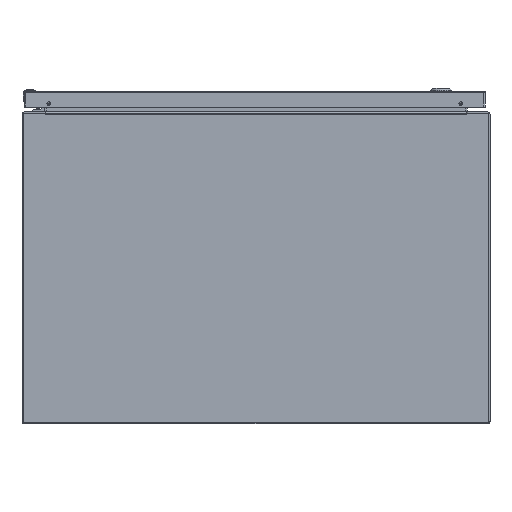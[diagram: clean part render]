
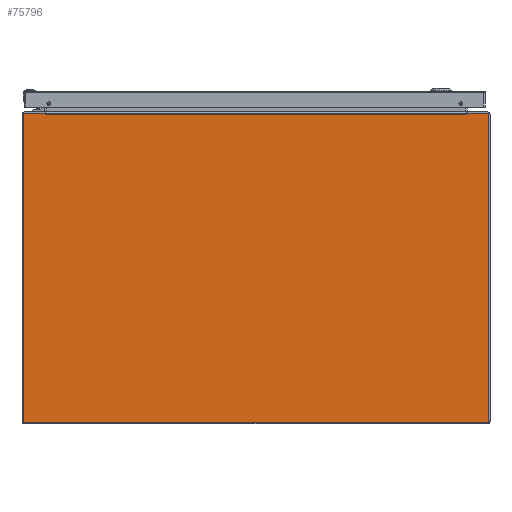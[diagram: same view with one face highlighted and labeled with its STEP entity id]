
A CAD part, front view. The second image highlights one B-rep face of the part: STEP entity #75796.
In plain terms, the highlighted planar face has unit normal (0, -1, 0).
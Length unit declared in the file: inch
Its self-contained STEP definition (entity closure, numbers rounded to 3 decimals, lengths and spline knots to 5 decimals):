
#508 = EDGE_CURVE ( 'NONE', #29779, #137659, #104389, .T. ) ;
#2142 = ORIENTED_EDGE ( 'NONE', *, *, #136310, .T. ) ;
#2224 = LINE ( 'NONE', #42892, #77455 ) ;
#9558 = CARTESIAN_POINT ( 'NONE',  ( -10.798, -18., 7.883 ) ) ;
#13526 = CARTESIAN_POINT ( 'NONE',  ( 11.937, -18., -7.857 ) ) ;
#14620 = CARTESIAN_POINT ( 'NONE',  ( 10.81836, -18., 7.91 ) ) ;
#15073 = DIRECTION ( 'NONE',  ( -1., 0., 0. ) ) ;
#18450 = DIRECTION ( 'NONE',  ( 0., -1., 0. ) ) ;
#20332 = VERTEX_POINT ( 'NONE', #98350 ) ;
#21265 = CARTESIAN_POINT ( 'NONE',  ( 0., -18., 7.883 ) ) ;
#21643 = CIRCLE ( 'NONE', #56985, 0.08 ) ;
#21794 = ORIENTED_EDGE ( 'NONE', *, *, #181731, .T. ) ;
#22727 = VERTEX_POINT ( 'NONE', #9558 ) ;
#23119 = DIRECTION ( 'NONE',  ( 0., 0., -1. ) ) ;
#24670 = ORIENTED_EDGE ( 'NONE', *, *, #56289, .T. ) ;
#26677 = ORIENTED_EDGE ( 'NONE', *, *, #59452, .T. ) ;
#27318 = LINE ( 'NONE', #155826, #162973 ) ;
#29233 = CARTESIAN_POINT ( 'NONE',  ( 0., -18., 0. ) ) ;
#29779 = VERTEX_POINT ( 'NONE', #75487 ) ;
#32912 = ORIENTED_EDGE ( 'NONE', *, *, #178039, .T. ) ;
#33998 = ORIENTED_EDGE ( 'NONE', *, *, #148813, .T. ) ;
#35480 = VECTOR ( 'NONE', #124973, 39.37008 ) ;
#39762 = ORIENTED_EDGE ( 'NONE', *, *, #70595, .T. ) ;
#41108 = DIRECTION ( 'NONE',  ( 0., 0., 1. ) ) ;
#41427 = VECTOR ( 'NONE', #159923, 39.37008 ) ;
#42892 = CARTESIAN_POINT ( 'NONE',  ( 11.937, -18., 0. ) ) ;
#44224 = LINE ( 'NONE', #174579, #102909 ) ;
#44279 = CARTESIAN_POINT ( 'NONE',  ( 11.857, -18., 7.857 ) ) ;
#45027 = ORIENTED_EDGE ( 'NONE', *, *, #107783, .T. ) ;
#47014 = ORIENTED_EDGE ( 'NONE', *, *, #508, .F. ) ;
#49287 = LINE ( 'NONE', #129151, #133960 ) ;
#50708 = CARTESIAN_POINT ( 'NONE',  ( -11.857, -18., -7.857 ) ) ;
#56252 = VERTEX_POINT ( 'NONE', #108181 ) ;
#56289 = EDGE_CURVE ( 'NONE', #99514, #91346, #142276, .T. ) ;
#56985 = AXIS2_PLACEMENT_3D ( 'NONE', #90088, #115056, #76188 ) ;
#59368 = VERTEX_POINT ( 'NONE', #134536 ) ;
#59452 = EDGE_CURVE ( 'NONE', #29779, #80357, #167696, .T. ) ;
#60200 = AXIS2_PLACEMENT_3D ( 'NONE', #50708, #93363, #23119 ) ;
#61202 = CARTESIAN_POINT ( 'NONE',  ( 11.857, -18., -7.857 ) ) ;
#62067 = CARTESIAN_POINT ( 'NONE',  ( -11.937, -18., 7.857 ) ) ;
#67089 = EDGE_LOOP ( 'NONE', ( #26677, #39762, #2142, #128464, #123510, #45027, #174942, #21794, #33998, #24670, #121103, #32912, #164262, #47014 ) ) ;
#69992 = CARTESIAN_POINT ( 'NONE',  ( 11.857, -18., 7.937 ) ) ;
#70595 = EDGE_CURVE ( 'NONE', #80357, #172417, #21643, .T. ) ;
#75487 = CARTESIAN_POINT ( 'NONE',  ( -10.82312, -18., 7.937 ) ) ;
#75796 = ADVANCED_FACE ( 'NONE', ( #156786 ), #88340, .T. ) ;
#76055 = DIRECTION ( 'NONE',  ( 0., 0., -1. ) ) ;
#76188 = DIRECTION ( 'NONE',  ( 0., 0., -1. ) ) ;
#77455 = VECTOR ( 'NONE', #41108, 39.37008 ) ;
#77661 = LINE ( 'NONE', #21265, #41427 ) ;
#80357 = VERTEX_POINT ( 'NONE', #140350 ) ;
#80745 = CARTESIAN_POINT ( 'NONE',  ( 11.937, -18., 7.857 ) ) ;
#80770 = EDGE_CURVE ( 'NONE', #20332, #59368, #158514, .T. ) ;
#82431 = LINE ( 'NONE', #180461, #35480 ) ;
#83970 = VERTEX_POINT ( 'NONE', #174082 ) ;
#84176 = VECTOR ( 'NONE', #143727, 39.37008 ) ;
#85018 = DIRECTION ( 'NONE',  ( 0., 0., -1. ) ) ;
#88340 = PLANE ( 'NONE',  #156247 ) ;
#89228 = EDGE_CURVE ( 'NONE', #137659, #22727, #27318, .T. ) ;
#89845 = AXIS2_PLACEMENT_3D ( 'NONE', #61202, #89937, #76055 ) ;
#89937 = DIRECTION ( 'NONE',  ( 0., -1., 0. ) ) ;
#90088 = CARTESIAN_POINT ( 'NONE',  ( -11.857, -18., 7.857 ) ) ;
#90512 = DIRECTION ( 'NONE',  ( 0.174, 0., -0.985 ) ) ;
#91346 = VERTEX_POINT ( 'NONE', #136507 ) ;
#93363 = DIRECTION ( 'NONE',  ( 0., -1., 0. ) ) ;
#94093 = EDGE_CURVE ( 'NONE', #83970, #20332, #151909, .T. ) ;
#96201 = AXIS2_PLACEMENT_3D ( 'NONE', #44279, #18450, #85018 ) ;
#98350 = CARTESIAN_POINT ( 'NONE',  ( -11.857, -18., -7.937 ) ) ;
#99514 = VERTEX_POINT ( 'NONE', #167510 ) ;
#102909 = VECTOR ( 'NONE', #146915, 39.37008 ) ;
#104389 = LINE ( 'NONE', #160750, #119513 ) ;
#105806 = DIRECTION ( 'NONE',  ( -1., 0., 0. ) ) ;
#107783 = EDGE_CURVE ( 'NONE', #59368, #133675, #169531, .T. ) ;
#108181 = CARTESIAN_POINT ( 'NONE',  ( 10.798, -18., 7.883 ) ) ;
#109285 = VERTEX_POINT ( 'NONE', #80745 ) ;
#111629 = EDGE_CURVE ( 'NONE', #133675, #109285, #2224, .T. ) ;
#113577 = VECTOR ( 'NONE', #168182, 39.37008 ) ;
#115036 = CARTESIAN_POINT ( 'NONE',  ( 0., -18., -7.937 ) ) ;
#115056 = DIRECTION ( 'NONE',  ( 0., -1., 0. ) ) ;
#116975 = DIRECTION ( 'NONE',  ( 0., 0., -1. ) ) ;
#119513 = VECTOR ( 'NONE', #90512, 39.37008 ) ;
#121103 = ORIENTED_EDGE ( 'NONE', *, *, #132578, .T. ) ;
#123510 = ORIENTED_EDGE ( 'NONE', *, *, #80770, .T. ) ;
#124973 = DIRECTION ( 'NONE',  ( 0., 0., -1. ) ) ;
#128464 = ORIENTED_EDGE ( 'NONE', *, *, #94093, .T. ) ;
#128788 = CARTESIAN_POINT ( 'NONE',  ( 0., -18., 7.937 ) ) ;
#129151 = CARTESIAN_POINT ( 'NONE',  ( 0., -18., 7.937 ) ) ;
#130813 = DIRECTION ( 'NONE',  ( 0., -1., 0. ) ) ;
#132578 = EDGE_CURVE ( 'NONE', #91346, #56252, #44224, .T. ) ;
#133675 = VERTEX_POINT ( 'NONE', #13526 ) ;
#133960 = VECTOR ( 'NONE', #105806, 39.37008 ) ;
#134536 = CARTESIAN_POINT ( 'NONE',  ( 11.857, -18., -7.937 ) ) ;
#136310 = EDGE_CURVE ( 'NONE', #172417, #83970, #82431, .T. ) ;
#136507 = CARTESIAN_POINT ( 'NONE',  ( 10.8136, -18., 7.883 ) ) ;
#137659 = VERTEX_POINT ( 'NONE', #177623 ) ;
#138001 = VECTOR ( 'NONE', #15073, 39.37008 ) ;
#140350 = CARTESIAN_POINT ( 'NONE',  ( -11.857, -18., 7.937 ) ) ;
#142276 = LINE ( 'NONE', #14620, #113577 ) ;
#143727 = DIRECTION ( 'NONE',  ( 1., 0., 0. ) ) ;
#146915 = DIRECTION ( 'NONE',  ( -1., 0., 0. ) ) ;
#148813 = EDGE_CURVE ( 'NONE', #167645, #99514, #49287, .T. ) ;
#151909 = CIRCLE ( 'NONE', #60200, 0.08 ) ;
#155826 = CARTESIAN_POINT ( 'NONE',  ( -10.80578, -18., 7.883 ) ) ;
#156247 = AXIS2_PLACEMENT_3D ( 'NONE', #29233, #130813, #116975 ) ;
#156786 = FACE_OUTER_BOUND ( 'NONE', #67089, .T. ) ;
#158514 = LINE ( 'NONE', #115036, #84176 ) ;
#159923 = DIRECTION ( 'NONE',  ( -1., 0., 0. ) ) ;
#160750 = CARTESIAN_POINT ( 'NONE',  ( -10.81836, -18., 7.91 ) ) ;
#162973 = VECTOR ( 'NONE', #170606, 39.37008 ) ;
#164262 = ORIENTED_EDGE ( 'NONE', *, *, #89228, .F. ) ;
#167510 = CARTESIAN_POINT ( 'NONE',  ( 10.82312, -18., 7.937 ) ) ;
#167645 = VERTEX_POINT ( 'NONE', #69992 ) ;
#167696 = LINE ( 'NONE', #128788, #138001 ) ;
#168182 = DIRECTION ( 'NONE',  ( -0.174, 0., -0.985 ) ) ;
#169531 = CIRCLE ( 'NONE', #89845, 0.08 ) ;
#170606 = DIRECTION ( 'NONE',  ( 1., 0., 0. ) ) ;
#172417 = VERTEX_POINT ( 'NONE', #62067 ) ;
#174082 = CARTESIAN_POINT ( 'NONE',  ( -11.937, -18., -7.857 ) ) ;
#174579 = CARTESIAN_POINT ( 'NONE',  ( 10.80578, -18., 7.883 ) ) ;
#174942 = ORIENTED_EDGE ( 'NONE', *, *, #111629, .T. ) ;
#175919 = CIRCLE ( 'NONE', #96201, 0.08 ) ;
#177623 = CARTESIAN_POINT ( 'NONE',  ( -10.8136, -18., 7.883 ) ) ;
#178039 = EDGE_CURVE ( 'NONE', #56252, #22727, #77661, .T. ) ;
#180461 = CARTESIAN_POINT ( 'NONE',  ( -11.937, -18., 0. ) ) ;
#181731 = EDGE_CURVE ( 'NONE', #109285, #167645, #175919, .T. ) ;
